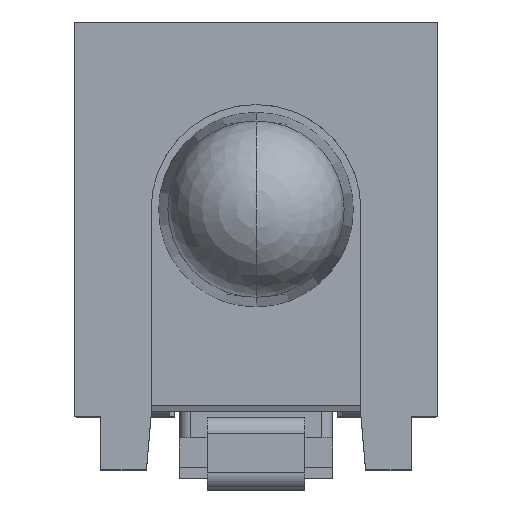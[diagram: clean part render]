
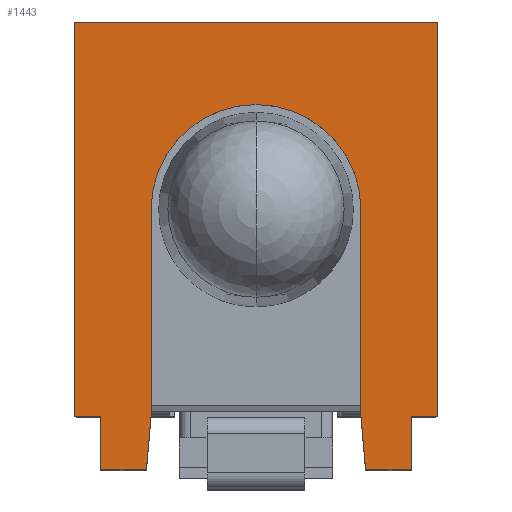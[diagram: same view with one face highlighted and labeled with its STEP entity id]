
A CAD part, top view. The second image highlights one B-rep face of the part: STEP entity #1443.
In plain terms, the highlighted planar face has unit normal (0, 0, 1).
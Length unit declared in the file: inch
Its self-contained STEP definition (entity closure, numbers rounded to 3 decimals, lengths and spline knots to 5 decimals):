
#1=DIRECTION('',(-0.087,-0.996,0.));
#2=VECTOR('',#1,0.01907);
#3=CARTESIAN_POINT('',(-0.0375,-0.001,0.086));
#4=LINE('',#3,#2);
#5=DIRECTION('',(1.,0.,0.));
#6=VECTOR('',#5,0.01634);
#7=CARTESIAN_POINT('',(-0.0555,-0.02,0.086));
#8=LINE('',#7,#6);
#9=DIRECTION('',(0.,1.,0.));
#10=VECTOR('',#9,0.019);
#11=CARTESIAN_POINT('',(-0.0555,-0.02,0.086));
#12=LINE('',#11,#10);
#13=DIRECTION('',(1.,0.,0.));
#14=VECTOR('',#13,0.0095);
#15=CARTESIAN_POINT('',(-0.065,-0.001,0.086));
#16=LINE('',#15,#14);
#17=DIRECTION('',(1.,0.,0.));
#18=VECTOR('',#17,0.13);
#19=CARTESIAN_POINT('',(-0.065,0.14,0.086));
#20=LINE('',#19,#18);
#21=DIRECTION('',(-1.,0.,0.));
#22=VECTOR('',#21,0.0095);
#23=CARTESIAN_POINT('',(0.065,-0.001,0.086));
#24=LINE('',#23,#22);
#25=DIRECTION('',(0.,1.,0.));
#26=VECTOR('',#25,0.019);
#27=CARTESIAN_POINT('',(0.0555,-0.02,0.086));
#28=LINE('',#27,#26);
#29=DIRECTION('',(1.,0.,0.));
#30=VECTOR('',#29,0.01634);
#31=CARTESIAN_POINT('',(0.03916,-0.02,0.086));
#32=LINE('',#31,#30);
#33=DIRECTION('',(-0.087,0.996,0.));
#34=VECTOR('',#33,0.01907);
#35=CARTESIAN_POINT('',(0.03916,-0.02,0.086));
#36=LINE('',#35,#34);
#37=DIRECTION('',(0.,1.,0.));
#38=VECTOR('',#37,0.074);
#39=CARTESIAN_POINT('',(0.0375,-0.001,0.086));
#40=LINE('',#39,#38);
#41=CARTESIAN_POINT('',(0.,0.073,0.086));
#42=DIRECTION('',(0.,0.,1.));
#43=DIRECTION('',(1.,0.,0.));
#44=AXIS2_PLACEMENT_3D('',#41,#42,#43);
#46=DIRECTION('',(0.,1.,0.));
#47=VECTOR('',#46,0.074);
#48=CARTESIAN_POINT('',(-0.0375,-0.001,0.086));
#49=LINE('',#48,#47);
#952=DIRECTION('',(0.,-1.,0.));
#953=VECTOR('',#952,0.141);
#954=CARTESIAN_POINT('',(0.065,0.14,0.086));
#955=LINE('',#954,#953);
#970=DIRECTION('',(0.,-1.,0.));
#971=VECTOR('',#970,0.141);
#972=CARTESIAN_POINT('',(-0.065,0.14,0.086));
#973=LINE('',#972,#971);
#1111=CARTESIAN_POINT('',(0.0375,0.073,0.086));
#1112=CARTESIAN_POINT('',(-0.0375,0.073,0.086));
#1113=VERTEX_POINT('',#1111);
#1114=VERTEX_POINT('',#1112);
#1139=CARTESIAN_POINT('',(-0.0555,-0.02,0.086));
#1140=CARTESIAN_POINT('',(-0.0555,-0.001,0.086));
#1141=VERTEX_POINT('',#1139);
#1142=VERTEX_POINT('',#1140);
#1143=CARTESIAN_POINT('',(0.0555,-0.02,0.086));
#1144=CARTESIAN_POINT('',(0.0555,-0.001,0.086));
#1145=VERTEX_POINT('',#1143);
#1146=VERTEX_POINT('',#1144);
#1147=CARTESIAN_POINT('',(-0.0375,-0.001,0.086));
#1148=CARTESIAN_POINT('',(-0.03916,-0.02,0.086));
#1149=VERTEX_POINT('',#1147);
#1150=VERTEX_POINT('',#1148);
#1151=CARTESIAN_POINT('',(0.03916,-0.02,0.086));
#1152=CARTESIAN_POINT('',(0.0375,-0.001,0.086));
#1153=VERTEX_POINT('',#1151);
#1154=VERTEX_POINT('',#1152);
#1289=CARTESIAN_POINT('',(-0.065,0.14,0.086));
#1290=CARTESIAN_POINT('',(0.065,0.14,0.086));
#1291=VERTEX_POINT('',#1289);
#1292=VERTEX_POINT('',#1290);
#1293=CARTESIAN_POINT('',(-0.065,-0.001,0.086));
#1294=VERTEX_POINT('',#1293);
#1295=CARTESIAN_POINT('',(0.065,-0.001,0.086));
#1296=VERTEX_POINT('',#1295);
#1408=CARTESIAN_POINT('',(-0.065,0.14,0.086));
#1409=DIRECTION('',(0.,0.,1.));
#1410=DIRECTION('',(0.,-1.,0.));
#1411=AXIS2_PLACEMENT_3D('',#1408,#1409,#1410);
#1412=PLANE('',#1411);
#1414=ORIENTED_EDGE('',*,*,#1413,.T.);
#1416=ORIENTED_EDGE('',*,*,#1415,.F.);
#1418=ORIENTED_EDGE('',*,*,#1417,.T.);
#1420=ORIENTED_EDGE('',*,*,#1419,.F.);
#1422=ORIENTED_EDGE('',*,*,#1421,.F.);
#1424=ORIENTED_EDGE('',*,*,#1423,.T.);
#1426=ORIENTED_EDGE('',*,*,#1425,.T.);
#1428=ORIENTED_EDGE('',*,*,#1427,.T.);
#1430=ORIENTED_EDGE('',*,*,#1429,.F.);
#1432=ORIENTED_EDGE('',*,*,#1431,.F.);
#1434=ORIENTED_EDGE('',*,*,#1433,.T.);
#1436=ORIENTED_EDGE('',*,*,#1435,.T.);
#1438=ORIENTED_EDGE('',*,*,#1437,.T.);
#1440=ORIENTED_EDGE('',*,*,#1439,.F.);
#1441=EDGE_LOOP('',(#1414,#1416,#1418,#1420,#1422,#1424,#1426,#1428,#1430,#1432,
#1434,#1436,#1438,#1440));
#1442=FACE_OUTER_BOUND('',#1441,.F.);
#1443=ADVANCED_FACE('',(#1442),#1412,.T.);
#45=CIRCLE('',#44,0.0375);
#1413=EDGE_CURVE('',#1149,#1150,#4,.T.);
#1415=EDGE_CURVE('',#1141,#1150,#8,.T.);
#1417=EDGE_CURVE('',#1141,#1142,#12,.T.);
#1419=EDGE_CURVE('',#1294,#1142,#16,.T.);
#1421=EDGE_CURVE('',#1291,#1294,#973,.T.);
#1423=EDGE_CURVE('',#1291,#1292,#20,.T.);
#1425=EDGE_CURVE('',#1292,#1296,#955,.T.);
#1427=EDGE_CURVE('',#1296,#1146,#24,.T.);
#1429=EDGE_CURVE('',#1145,#1146,#28,.T.);
#1431=EDGE_CURVE('',#1153,#1145,#32,.T.);
#1433=EDGE_CURVE('',#1153,#1154,#36,.T.);
#1435=EDGE_CURVE('',#1154,#1113,#40,.T.);
#1437=EDGE_CURVE('',#1113,#1114,#45,.T.);
#1439=EDGE_CURVE('',#1149,#1114,#49,.T.);
